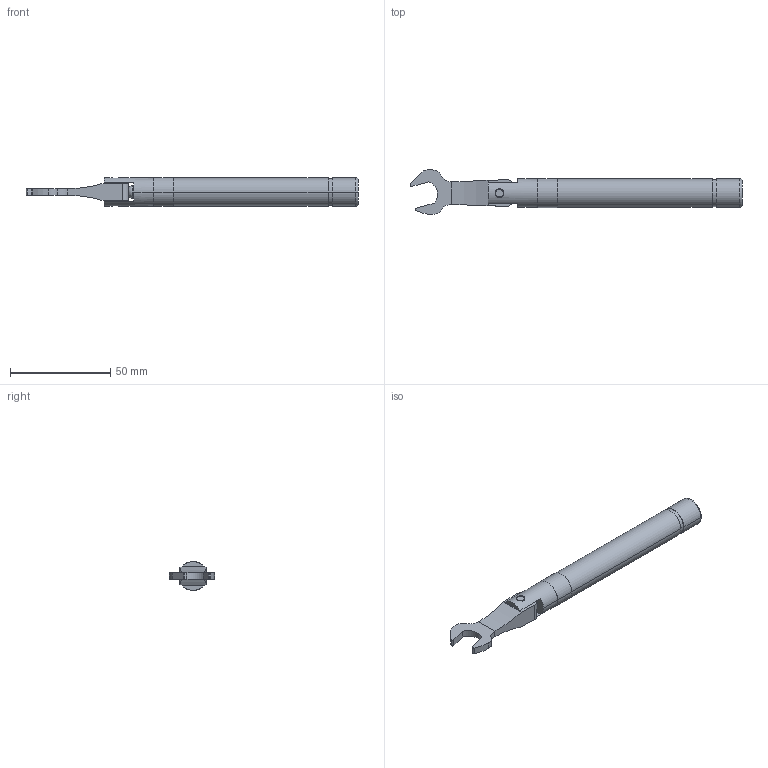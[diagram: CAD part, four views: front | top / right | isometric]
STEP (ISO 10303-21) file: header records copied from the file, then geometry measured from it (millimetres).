
FILE_DESCRIPTION (( 'STEP AP214' ), '1' );
FILE_NAME ('PE5022.step', '2021-09-13T15:44:07', ( '' ), ( '' ), 'SwSTEP 2.0', 'SolidWorks 2021', '' );
FILE_SCHEMA (( 'AUTOMOTIVE_DESIGN' ));
Length unit declared in the file: inch
Products named in the file (1): PE5022
Bounding box: 165.63 x 22.45 x 14.42 mm (x, y, z)
Volume: 21755.6 mm3; surface area: 8000.2 mm2
Topology: 1 solids, 1 shells, 73 faces, 175 edges, 113 vertices
Faces by surface type: cylinder 40, plane 25, cone 4, sphere 2, torus 2
Entity records: 2271 total; most frequent: CARTESIAN_POINT 484, DIRECTION 397, ORIENTED_EDGE 342, EDGE_CURVE 171, AXIS2_PLACEMENT_3D 160, VERTEX_POINT 111, EDGE_LOOP 86, CIRCLE 86
